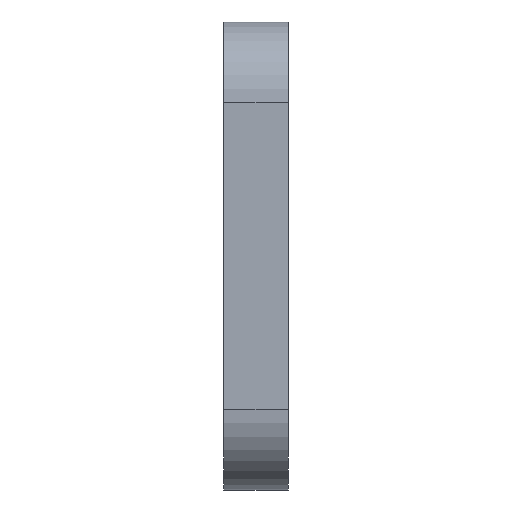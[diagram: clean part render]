
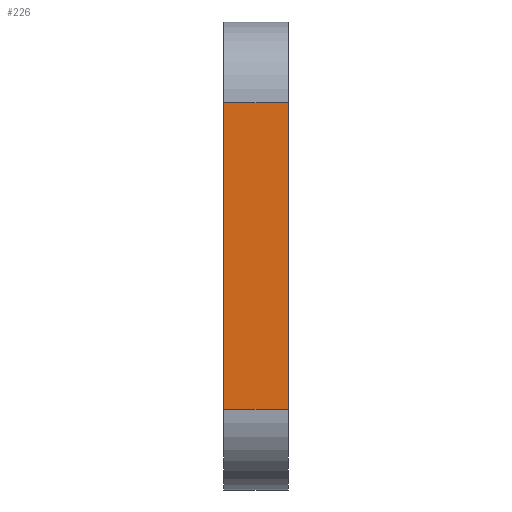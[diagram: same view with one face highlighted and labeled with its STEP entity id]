
A CAD part, left-side view. The second image highlights one B-rep face of the part: STEP entity #226.
In plain terms, the highlighted planar face has unit normal (-1, 0, 0).
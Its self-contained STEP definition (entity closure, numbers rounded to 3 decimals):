
#3 = DIRECTION ( 'NONE',  ( 0., 1., 0. ) ) ;
#11 = CARTESIAN_POINT ( 'NONE',  ( 82., 0., -48. ) ) ;
#56 = EDGE_CURVE ( 'NONE', #669, #161, #455, .T. ) ;
#90 = LINE ( 'NONE', #666, #470 ) ;
#161 = VERTEX_POINT ( 'NONE', #179 ) ;
#165 = ORIENTED_EDGE ( 'NONE', *, *, #357, .F. ) ;
#179 = CARTESIAN_POINT ( 'NONE',  ( 82., 8., -48. ) ) ;
#196 = DIRECTION ( 'NONE',  ( 0., 0., -1. ) ) ;
#208 = CARTESIAN_POINT ( 'NONE',  ( 82., 8., 0. ) ) ;
#226 = ADVANCED_FACE ( 'NONE', ( #704 ), #527, .F. ) ;
#256 = VERTEX_POINT ( 'NONE', #420 ) ;
#260 = LINE ( 'NONE', #208, #536 ) ;
#269 = LINE ( 'NONE', #453, #382 ) ;
#274 = ORIENTED_EDGE ( 'NONE', *, *, #56, .F. ) ;
#320 = DIRECTION ( 'NONE',  ( 0., -1., 0. ) ) ;
#333 = EDGE_LOOP ( 'NONE', ( #165, #438, #274, #676 ) ) ;
#357 = EDGE_CURVE ( 'NONE', #256, #721, #90, .T. ) ;
#382 = VECTOR ( 'NONE', #571, 1000. ) ;
#420 = CARTESIAN_POINT ( 'NONE',  ( 82., 8., -10. ) ) ;
#438 = ORIENTED_EDGE ( 'NONE', *, *, #515, .T. ) ;
#453 = CARTESIAN_POINT ( 'NONE',  ( 82., 0., 0. ) ) ;
#455 = LINE ( 'NONE', #583, #744 ) ;
#461 = AXIS2_PLACEMENT_3D ( 'NONE', #483, #477, #196 ) ;
#470 = VECTOR ( 'NONE', #320, 1000. ) ;
#477 = DIRECTION ( 'NONE',  ( 1., 0., 0. ) ) ;
#483 = CARTESIAN_POINT ( 'NONE',  ( 82., 0., 0. ) ) ;
#515 = EDGE_CURVE ( 'NONE', #256, #161, #260, .T. ) ;
#527 = PLANE ( 'NONE',  #461 ) ;
#536 = VECTOR ( 'NONE', #664, 1000. ) ;
#545 = EDGE_CURVE ( 'NONE', #721, #669, #269, .T. ) ;
#571 = DIRECTION ( 'NONE',  ( 0., 0., -1. ) ) ;
#583 = CARTESIAN_POINT ( 'NONE',  ( 82., 8., -48. ) ) ;
#659 = CARTESIAN_POINT ( 'NONE',  ( 82., 0., -10. ) ) ;
#664 = DIRECTION ( 'NONE',  ( 0., 0., -1. ) ) ;
#666 = CARTESIAN_POINT ( 'NONE',  ( 82., 8., -10. ) ) ;
#669 = VERTEX_POINT ( 'NONE', #11 ) ;
#676 = ORIENTED_EDGE ( 'NONE', *, *, #545, .F. ) ;
#704 = FACE_OUTER_BOUND ( 'NONE', #333, .T. ) ;
#721 = VERTEX_POINT ( 'NONE', #659 ) ;
#744 = VECTOR ( 'NONE', #3, 1000. ) ;
